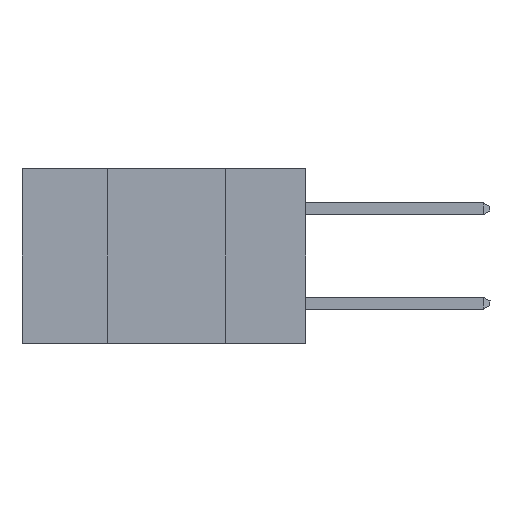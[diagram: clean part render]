
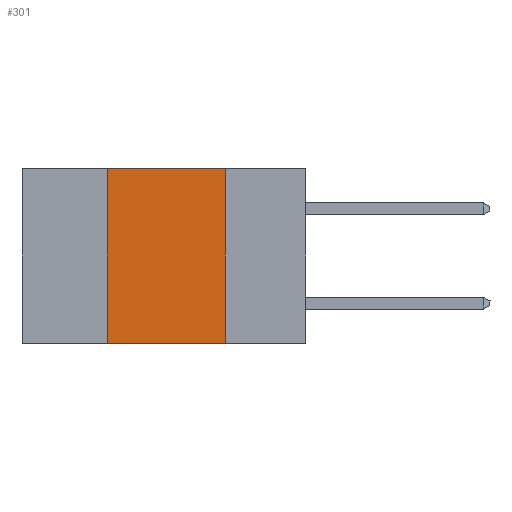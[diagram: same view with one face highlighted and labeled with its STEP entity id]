
A CAD part, left-side view. The second image highlights one B-rep face of the part: STEP entity #301.
In plain terms, the highlighted planar face has unit normal (-1, 0, 0).
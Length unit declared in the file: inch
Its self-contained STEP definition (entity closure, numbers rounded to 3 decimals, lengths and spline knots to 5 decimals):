
#256 = LINE ( 'NONE', #14214, #15811 ) ;
#301 = ADVANCED_FACE ( 'NONE', ( #11399 ), #16322, .F. ) ;
#384 = DIRECTION ( 'NONE',  ( 0., 0., -1. ) ) ;
#1641 = LINE ( 'NONE', #14764, #14069 ) ;
#1814 = VERTEX_POINT ( 'NONE', #14171 ) ;
#2029 = VERTEX_POINT ( 'NONE', #3639 ) ;
#3639 = CARTESIAN_POINT ( 'NONE',  ( 0., 0.17, -0.37 ) ) ;
#4655 = CARTESIAN_POINT ( 'NONE',  ( 0., 0.42, 0. ) ) ;
#5578 = VERTEX_POINT ( 'NONE', #16624 ) ;
#6154 = VERTEX_POINT ( 'NONE', #4655 ) ;
#7297 = EDGE_CURVE ( 'NONE', #6154, #5578, #10091, .T. ) ;
#8557 = VECTOR ( 'NONE', #16745, 39.37008 ) ;
#8872 = CARTESIAN_POINT ( 'NONE',  ( 0., 0.17, 0. ) ) ;
#9075 = EDGE_CURVE ( 'NONE', #1814, #2029, #1641, .T. ) ;
#10091 = LINE ( 'NONE', #18193, #8557 ) ;
#10327 = ORIENTED_EDGE ( 'NONE', *, *, #15204, .F. ) ;
#10482 = VECTOR ( 'NONE', #384, 39.37008 ) ;
#10653 = DIRECTION ( 'NONE',  ( 1., 0., 0. ) ) ;
#10750 = ORIENTED_EDGE ( 'NONE', *, *, #11062, .F. ) ;
#11062 = EDGE_CURVE ( 'NONE', #1814, #6154, #256, .T. ) ;
#11399 = FACE_OUTER_BOUND ( 'NONE', #16141, .T. ) ;
#12028 = DIRECTION ( 'NONE',  ( 0., 0., -1. ) ) ;
#12732 = DIRECTION ( 'NONE',  ( 0., 0., 1. ) ) ;
#14069 = VECTOR ( 'NONE', #16129, 39.37008 ) ;
#14171 = CARTESIAN_POINT ( 'NONE',  ( 0., 0.42, -0.37 ) ) ;
#14214 = CARTESIAN_POINT ( 'NONE',  ( 0., 0.42, 0. ) ) ;
#14764 = CARTESIAN_POINT ( 'NONE',  ( 0., 0.6, -0.37 ) ) ;
#15204 = EDGE_CURVE ( 'NONE', #5578, #2029, #15626, .T. ) ;
#15213 = ORIENTED_EDGE ( 'NONE', *, *, #7297, .F. ) ;
#15626 = LINE ( 'NONE', #8872, #10482 ) ;
#15798 = AXIS2_PLACEMENT_3D ( 'NONE', #17764, #10653, #12028 ) ;
#15811 = VECTOR ( 'NONE', #12732, 39.37008 ) ;
#16129 = DIRECTION ( 'NONE',  ( 0., -1., 0. ) ) ;
#16141 = EDGE_LOOP ( 'NONE', ( #10327, #15213, #10750, #16920 ) ) ;
#16322 = PLANE ( 'NONE',  #15798 ) ;
#16624 = CARTESIAN_POINT ( 'NONE',  ( 0., 0.17, 0. ) ) ;
#16745 = DIRECTION ( 'NONE',  ( 0., -1., 0. ) ) ;
#16920 = ORIENTED_EDGE ( 'NONE', *, *, #9075, .T. ) ;
#17764 = CARTESIAN_POINT ( 'NONE',  ( 0., 0.6, 0. ) ) ;
#18193 = CARTESIAN_POINT ( 'NONE',  ( 0., 0.6, 0. ) ) ;
